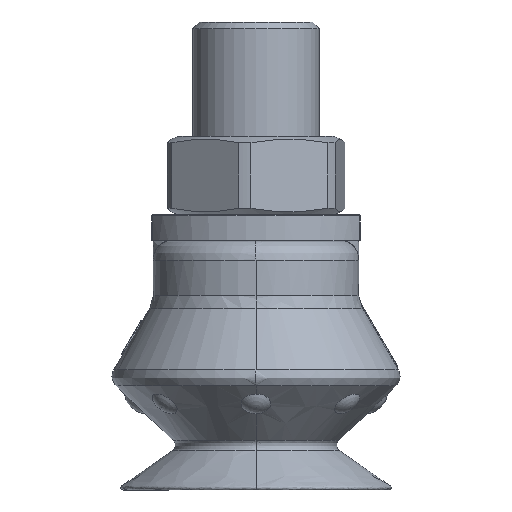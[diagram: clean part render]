
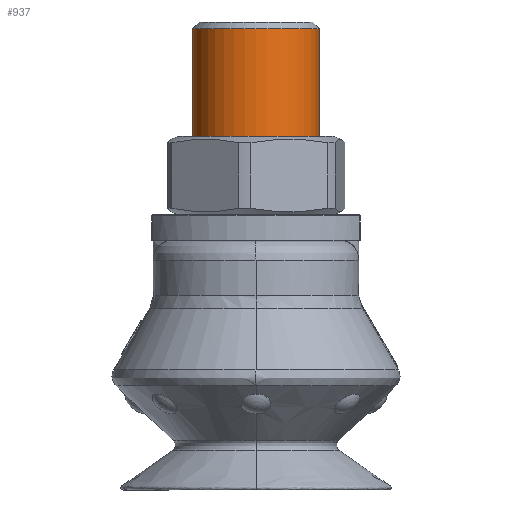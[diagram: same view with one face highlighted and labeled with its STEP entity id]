
A CAD part, front view. The second image highlights one B-rep face of the part: STEP entity #937.
In plain terms, the highlighted cylindrical face has radius 4.864 mm (diameter 9.728 mm), a full revolution.
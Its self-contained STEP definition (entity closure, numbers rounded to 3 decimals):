
#937 = ADVANCED_FACE( '', ( #1968, #1969 ), #1970, .T. );
#1968 = FACE_OUTER_BOUND( '', #9531, .T. );
#1969 = FACE_OUTER_BOUND( '', #9532, .T. );
#1970 = CYLINDRICAL_SURFACE( '', #9533, 4.864 );
#9531 = EDGE_LOOP( '', ( #14983 ) );
#9532 = EDGE_LOOP( '', ( #14984 ) );
#9533 = AXIS2_PLACEMENT_3D( '', #14985, #14986, #14987 );
#14983 = ORIENTED_EDGE( '', *, *, #16754, .T. );
#14984 = ORIENTED_EDGE( '', *, *, #17144, .F. );
#14985 = CARTESIAN_POINT( '', ( 0., 0., 13.77 ) );
#14986 = DIRECTION( '', ( 0., 0., 1. ) );
#14987 = DIRECTION( '', ( -1., 0., 0. ) );
#16754 = EDGE_CURVE( '', #18403, #18403, #18404, .F. );
#17144 = EDGE_CURVE( '', #18915, #18915, #18916, .T. );
#18403 = VERTEX_POINT( '', #23133 );
#18404 = CIRCLE( '', #23134, 4.864 );
#18915 = VERTEX_POINT( '', #25617 );
#18916 = CIRCLE( '', #25618, 4.864 );
#23133 = CARTESIAN_POINT( '', ( 4.864, 0., 20.304 ) );
#23134 = AXIS2_PLACEMENT_3D( '', #26383, #26384, #26385 );
#25617 = CARTESIAN_POINT( '', ( -4.864, 0., 7.804 ) );
#25618 = AXIS2_PLACEMENT_3D( '', #26578, #26579, #26580 );
#26383 = CARTESIAN_POINT( '', ( 0., 0., 20.304 ) );
#26384 = DIRECTION( '', ( 0., 0., 1. ) );
#26385 = DIRECTION( '', ( 1., 0., 0. ) );
#26578 = CARTESIAN_POINT( '', ( 0., 0., 7.804 ) );
#26579 = DIRECTION( '', ( 0., 0., -1. ) );
#26580 = DIRECTION( '', ( -1., 0., 0. ) );
